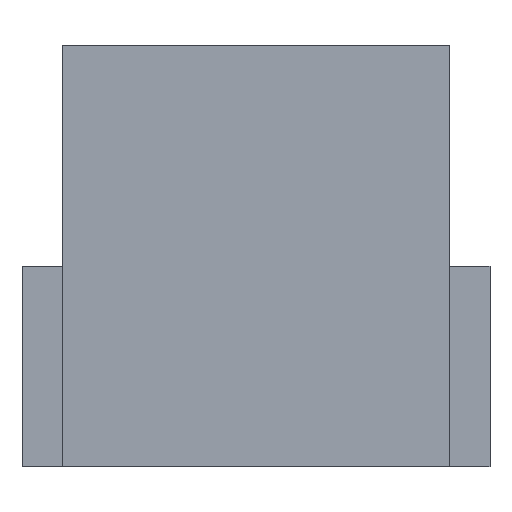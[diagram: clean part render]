
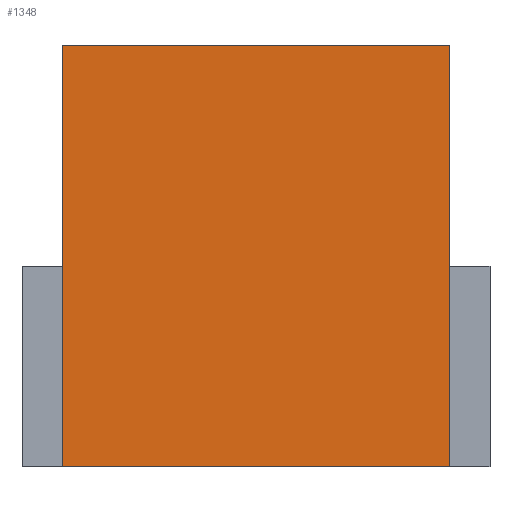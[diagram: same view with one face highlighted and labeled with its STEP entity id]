
A CAD part, front view. The second image highlights one B-rep face of the part: STEP entity #1348.
In plain terms, the highlighted planar face has unit normal (0, -1, 0).
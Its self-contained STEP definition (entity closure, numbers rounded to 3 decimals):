
#26 = VERTEX_POINT ( 'NONE', #1997 ) ;
#51 = DIRECTION ( 'NONE',  ( 1., 0., 0. ) ) ;
#172 = ORIENTED_EDGE ( 'NONE', *, *, #1326, .F. ) ;
#218 = FACE_OUTER_BOUND ( 'NONE', #267, .T. ) ;
#227 = DIRECTION ( 'NONE',  ( 0., 0., -1. ) ) ;
#240 = VECTOR ( 'NONE', #1931, 1000. ) ;
#243 = LINE ( 'NONE', #1850, #1536 ) ;
#267 = EDGE_LOOP ( 'NONE', ( #581, #682, #172, #986 ) ) ;
#295 = AXIS2_PLACEMENT_3D ( 'NONE', #1051, #1033, #717 ) ;
#416 = EDGE_CURVE ( 'NONE', #444, #26, #1783, .T. ) ;
#436 = VERTEX_POINT ( 'NONE', #653 ) ;
#444 = VERTEX_POINT ( 'NONE', #1242 ) ;
#559 = PLANE ( 'NONE',  #295 ) ;
#565 = CARTESIAN_POINT ( 'NONE',  ( -12.5, -17.5, 0. ) ) ;
#581 = ORIENTED_EDGE ( 'NONE', *, *, #416, .T. ) ;
#653 = CARTESIAN_POINT ( 'NONE',  ( 14.5, -17.5, 31.5 ) ) ;
#682 = ORIENTED_EDGE ( 'NONE', *, *, #2060, .T. ) ;
#717 = DIRECTION ( 'NONE',  ( 0., 0., 1. ) ) ;
#847 = LINE ( 'NONE', #1985, #1525 ) ;
#855 = DIRECTION ( 'NONE',  ( 1., 0., 0. ) ) ;
#986 = ORIENTED_EDGE ( 'NONE', *, *, #1004, .F. ) ;
#1004 = EDGE_CURVE ( 'NONE', #444, #436, #847, .T. ) ;
#1033 = DIRECTION ( 'NONE',  ( 0., 1., 0. ) ) ;
#1051 = CARTESIAN_POINT ( 'NONE',  ( -12.5, -17.5, 15. ) ) ;
#1155 = VECTOR ( 'NONE', #855, 1000. ) ;
#1242 = CARTESIAN_POINT ( 'NONE',  ( -14.5, -17.5, 31.5 ) ) ;
#1326 = EDGE_CURVE ( 'NONE', #436, #1769, #243, .T. ) ;
#1348 = ADVANCED_FACE ( 'NONE', ( #218 ), #559, .F. ) ;
#1505 = LINE ( 'NONE', #565, #1155 ) ;
#1525 = VECTOR ( 'NONE', #51, 1000. ) ;
#1536 = VECTOR ( 'NONE', #227, 1000. ) ;
#1769 = VERTEX_POINT ( 'NONE', #2070 ) ;
#1783 = LINE ( 'NONE', #1901, #240 ) ;
#1850 = CARTESIAN_POINT ( 'NONE',  ( 14.5, -17.5, 30. ) ) ;
#1901 = CARTESIAN_POINT ( 'NONE',  ( -14.5, -17.5, 30. ) ) ;
#1931 = DIRECTION ( 'NONE',  ( 0., 0., -1. ) ) ;
#1985 = CARTESIAN_POINT ( 'NONE',  ( -14.5, -17.5, 31.5 ) ) ;
#1997 = CARTESIAN_POINT ( 'NONE',  ( -14.5, -17.5, 0. ) ) ;
#2060 = EDGE_CURVE ( 'NONE', #26, #1769, #1505, .T. ) ;
#2070 = CARTESIAN_POINT ( 'NONE',  ( 14.5, -17.5, 0. ) ) ;
